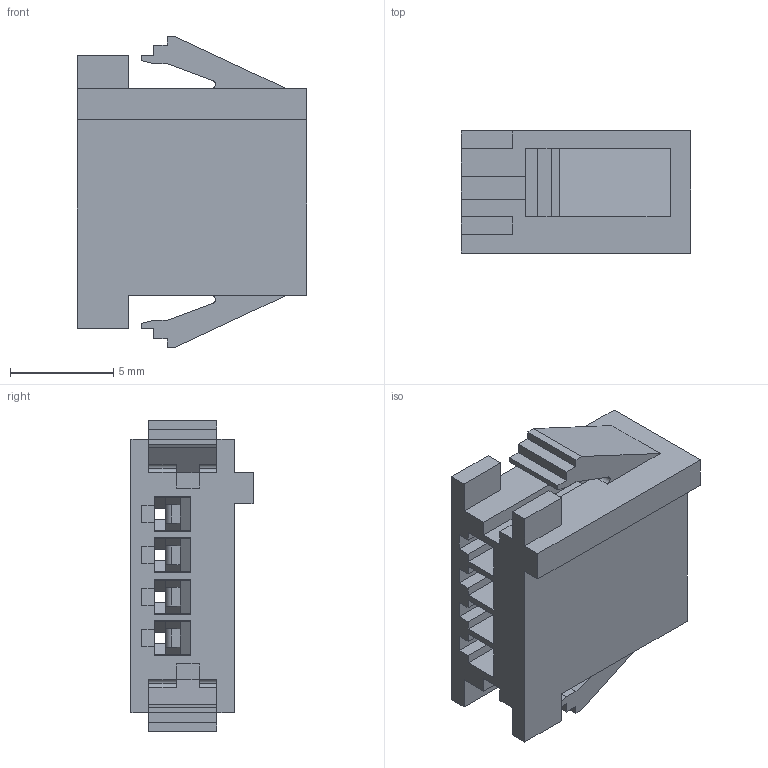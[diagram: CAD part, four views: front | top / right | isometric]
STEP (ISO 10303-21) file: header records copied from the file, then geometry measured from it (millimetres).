
FILE_DESCRIPTION(('OneSpaceDesigner STEP Export'),'2;1');
FILE_NAME('DF3AA-4EP-2C.stp','2008-02-06T17:52:41',(''),(''),'OneSpace Designer STEP processor for AP214 (Solid Model)','OneSpace Modeling 15.00A 14-Mar-2007 (C) CoCreate Software GmbH','');
FILE_SCHEMA(('AUTOMOTIVE_DESIGN { 1 0 10303 214 1 1 1 1 }'));
Length unit declared in the file: millimetre
Products named in the file (2): DF3AA-4EP-2CÈª
Assembly tree (1 placements, depth 2):
  DF3AA-4EP-2CÈª
    DF3AA-4EP-2CÈª
Bounding box: 11.1 x 5.9 x 15 mm (x, y, z)
Volume: 370.5 mm3; surface area: 918.6 mm2
Topology: 1 solids, 1 shells, 222 faces, 659 edges, 428 vertices
Faces by surface type: plane 208, cylinder 14
Entity records: 7237 total; most frequent: ORIENTED_EDGE 1334, CARTESIAN_POINT 1285, DIRECTION 1090, EDGE_CURVE 659, VECTOR 624, LINE 624, VERTEX_POINT 428, AXIS2_PLACEMENT_3D 233
